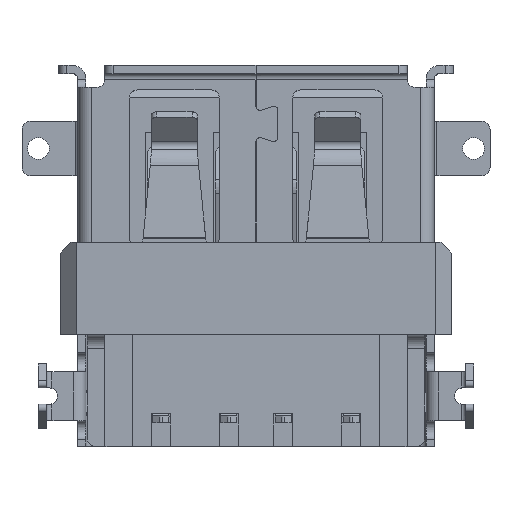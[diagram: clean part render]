
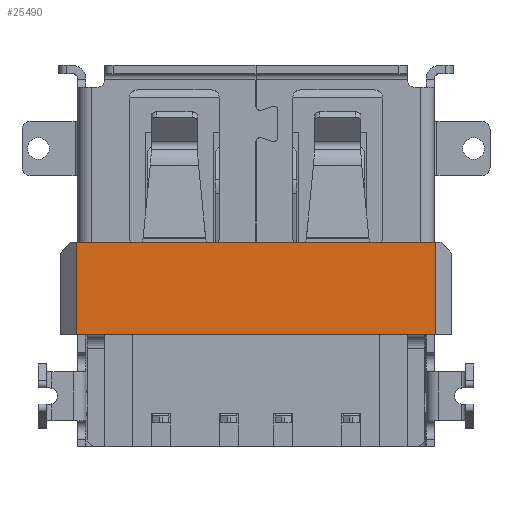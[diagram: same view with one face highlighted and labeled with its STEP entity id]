
A CAD part, top view. The second image highlights one B-rep face of the part: STEP entity #25490.
In plain terms, the highlighted planar face has unit normal (0, 0, -1).
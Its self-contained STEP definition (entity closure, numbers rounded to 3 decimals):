
#7714=DIRECTION('',(0.,1.,0.));
#7715=VECTOR('',#7714,3.4);
#7716=CARTESIAN_POINT('',(6.6,1.55,6.14));
#7717=LINE('',#7716,#7715);
#7718=DIRECTION('',(-1.,0.,0.));
#7719=VECTOR('',#7718,13.2);
#7720=CARTESIAN_POINT('',(6.6,4.95,6.14));
#7721=LINE('',#7720,#7719);
#7722=DIRECTION('',(0.,-1.,0.));
#7723=VECTOR('',#7722,3.4);
#7724=CARTESIAN_POINT('',(-6.6,4.95,6.14));
#7725=LINE('',#7724,#7723);
#7726=DIRECTION('',(1.,0.,0.));
#7727=VECTOR('',#7726,13.2);
#7728=CARTESIAN_POINT('',(-6.6,1.55,6.14));
#7729=LINE('',#7728,#7727);
#12787=CARTESIAN_POINT('',(6.6,1.55,6.14));
#12789=VERTEX_POINT('',#12787);
#12791=CARTESIAN_POINT('',(-6.6,1.55,6.14));
#12792=VERTEX_POINT('',#12791);
#12835=CARTESIAN_POINT('',(6.6,4.95,6.14));
#12836=VERTEX_POINT('',#12835);
#14205=CARTESIAN_POINT('',(-6.6,4.95,6.14));
#14207=VERTEX_POINT('',#14205);
#25479=CARTESIAN_POINT('',(0.,3.25,6.14));
#25480=DIRECTION('',(0.,0.,1.));
#25481=DIRECTION('',(1.,0.,0.));
#25482=AXIS2_PLACEMENT_3D('',#25479,#25480,#25481);
#25483=PLANE('',#25482);
#25484=ORIENTED_EDGE('',*,*,#18235,.T.);
#25485=ORIENTED_EDGE('',*,*,#25461,.T.);
#25486=ORIENTED_EDGE('',*,*,#25442,.T.);
#25487=ORIENTED_EDGE('',*,*,#18173,.T.);
#25488=EDGE_LOOP('',(#25484,#25485,#25486,#25487));
#25489=FACE_OUTER_BOUND('',#25488,.F.);
#25490=ADVANCED_FACE('',(#25489),#25483,.F.);
#18173=EDGE_CURVE('',#12792,#12789,#7729,.T.);
#18235=EDGE_CURVE('',#12789,#12836,#7717,.T.);
#25442=EDGE_CURVE('',#14207,#12792,#7725,.T.);
#25461=EDGE_CURVE('',#12836,#14207,#7721,.T.);
